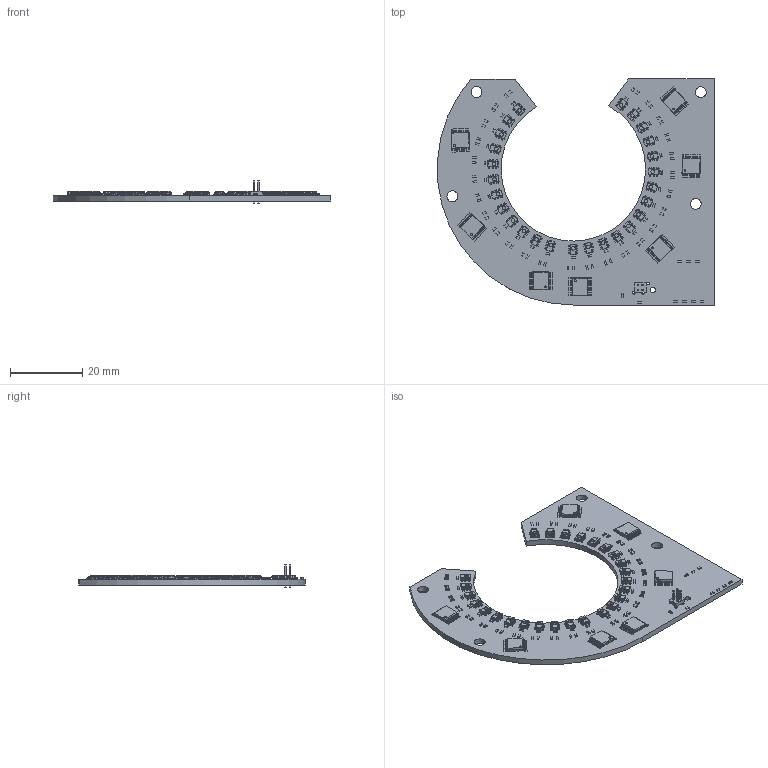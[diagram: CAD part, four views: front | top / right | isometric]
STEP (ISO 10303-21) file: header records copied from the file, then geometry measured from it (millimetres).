
FILE_DESCRIPTION(('KiCad electronic assembly'),'2;1');
FILE_NAME('roboy_3.0_40mm_magnetic_field_calibration.step', '2020-06-07T09:55:21',('An Author'),('A Company'), 'Open CASCADE STEP processor 6.9','KiCad to STEP converter','Unknown' );
FILE_SCHEMA(('AUTOMOTIVE_DESIGN { 1 0 10303 214 1 1 1 1 }'));
Length unit declared in the file: millimetre
Products named in the file (12): Open CASCADE STEP translator 6.9 1; PinHeader_2x02_P1.27mm_Vertical; SOLID; TSSOP-16-1EP_4.4x5mm_Pitch0.65mm; TLE493d; COMPOUND; C_0402_1005Metric; R_0402_1005Metric
Assembly tree (127 placements, depth 3):
  Open CASCADE STEP translator 6.9 1
    PinHeader_2x02_P1.27mm_Vertical
      SOLID
    TSSOP-16-1EP_4.4x5mm_Pitch0.65mm  x7
      SOLID
    TLE493d  x26
      COMPOUND
    C_0402_1005Metric  x26
      SOLID
    R_0402_1005Metric  x61
      SOLID
    COMPOUND
Bounding box: 76.73 x 62.6 x 6.3 mm (x, y, z)
Volume: 5059.5 mm3; surface area: 8080.1 mm2
Topology: 278 solids, 278 shells, 7084 faces, 18060 edges, 11632 vertices
Faces by surface type: plane 4764, cylinder 2124, bspline 196
Full cylindrical faces by diameter (mm): 0.5 x7, 0.8 x4, 1 x26, 1.5 x1, 3 x4
Entity records: 39914 total; most frequent: CARTESIAN_POINT 8627, DIRECTION 5324, LINE 3447, VECTOR 3447, ORIENTED_EDGE 2726, PCURVE 2726, DEFINITIONAL_REPRESENTATION 2726, EDGE_CURVE 1363
